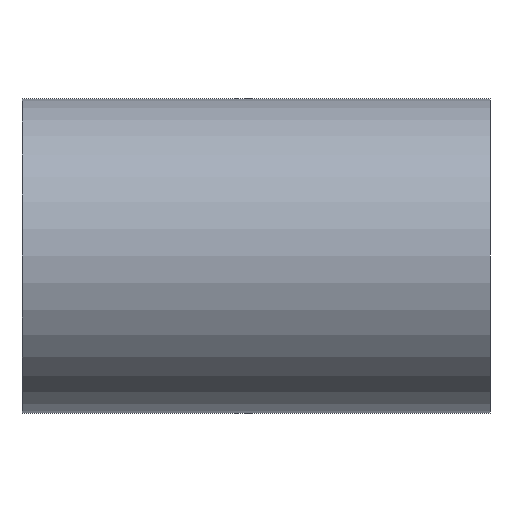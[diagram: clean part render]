
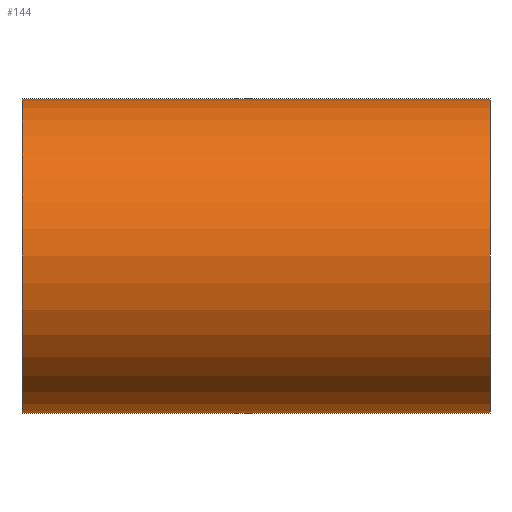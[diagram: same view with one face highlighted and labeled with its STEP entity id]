
A CAD part, front view. The second image highlights one B-rep face of the part: STEP entity #144.
In plain terms, the highlighted cylindrical face has radius 47 mm (diameter 94 mm), a full revolution.
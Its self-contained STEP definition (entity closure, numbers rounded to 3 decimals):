
#20 = DIRECTION ( 'NONE',  ( -1., 0., 0. ) ) ;
#21 = CARTESIAN_POINT ( 'NONE',  ( 70., 0., 0. ) ) ;
#30 = CYLINDRICAL_SURFACE ( 'NONE', #241, 47. ) ;
#41 = DIRECTION ( 'NONE',  ( 0., 0., 1. ) ) ;
#51 = AXIS2_PLACEMENT_3D ( 'NONE', #232, #20, #41 ) ;
#59 = EDGE_LOOP ( 'NONE', ( #222 ) ) ;
#68 = DIRECTION ( 'NONE',  ( 0., 0., 1. ) ) ;
#70 = FACE_OUTER_BOUND ( 'NONE', #59, .T. ) ;
#97 = EDGE_LOOP ( 'NONE', ( #245 ) ) ;
#104 = CIRCLE ( 'NONE', #51, 47. ) ;
#108 = EDGE_CURVE ( 'NONE', #235, #235, #104, .T. ) ;
#109 = FACE_OUTER_BOUND ( 'NONE', #97, .T. ) ;
#116 = EDGE_CURVE ( 'NONE', #145, #145, #156, .T. ) ;
#133 = AXIS2_PLACEMENT_3D ( 'NONE', #21, #237, #238 ) ;
#144 = ADVANCED_FACE ( 'NONE', ( #70, #109 ), #30, .T. ) ;
#145 = VERTEX_POINT ( 'NONE', #175 ) ;
#156 = CIRCLE ( 'NONE', #133, 47. ) ;
#175 = CARTESIAN_POINT ( 'NONE',  ( 70., 0., 47. ) ) ;
#176 = CARTESIAN_POINT ( 'NONE',  ( -70., 0., 47. ) ) ;
#220 = CARTESIAN_POINT ( 'NONE',  ( -1229.991, 0., 0. ) ) ;
#221 = DIRECTION ( 'NONE',  ( -1., 0., 0. ) ) ;
#222 = ORIENTED_EDGE ( 'NONE', *, *, #108, .F. ) ;
#232 = CARTESIAN_POINT ( 'NONE',  ( -70., 0., 0. ) ) ;
#235 = VERTEX_POINT ( 'NONE', #176 ) ;
#237 = DIRECTION ( 'NONE',  ( -1., 0., 0. ) ) ;
#238 = DIRECTION ( 'NONE',  ( 0., 0., 1. ) ) ;
#241 = AXIS2_PLACEMENT_3D ( 'NONE', #220, #221, #68 ) ;
#245 = ORIENTED_EDGE ( 'NONE', *, *, #116, .T. ) ;
